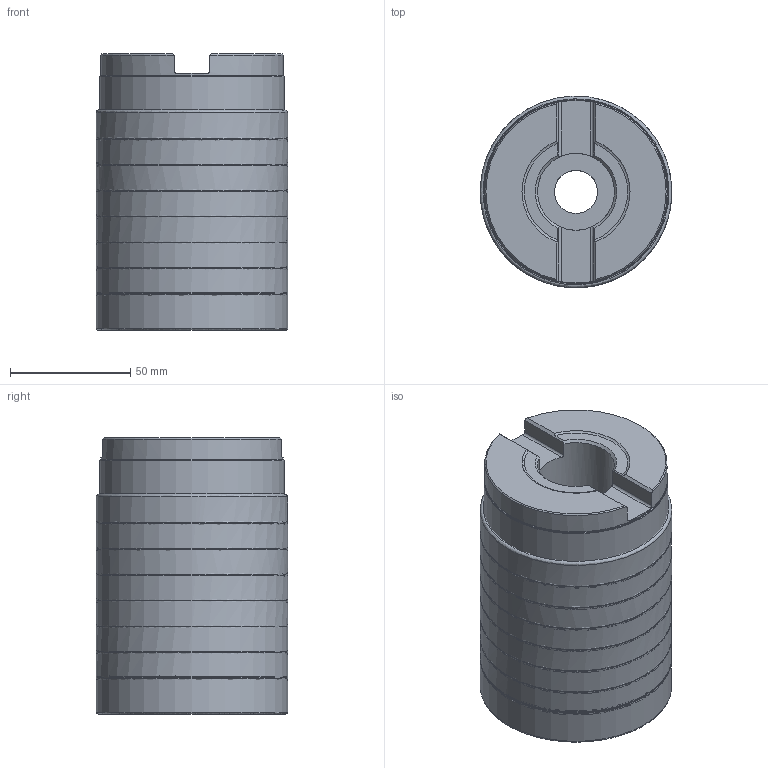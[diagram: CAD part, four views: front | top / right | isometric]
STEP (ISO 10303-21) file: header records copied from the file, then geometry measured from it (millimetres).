
FILE_DESCRIPTION(/* description */ (''),/* implementation_level */ '2;1');
FILE_NAME(/* name */ 'R220.82-0080-090-SNXO16.5SA_Basic.stp',/* time_stamp */ '2024-02-08T11:41:02+05:00',/* author */ (''),/* organization */ (''),/* preprocessor_version */ 'ST-DEVELOPER v16.7',/* originating_system */ 'SIEMENS PLM Software NX 12.0',/* authorisation */ '');
FILE_SCHEMA (('AUTOMOTIVE_DESIGN { 1 0 10303 214 3 1 1 1 }'));
Length unit declared in the file: millimetre
Products named in the file (5): CUT2; CUT1; NOCUT; ASSEMBLY_CONSTRUCTION; R220.82-0080-090-SNXO16.5SA_Basic
Assembly tree (10 placements, depth 2):
  R220.82-0080-090-SNXO16.5SA_Basic
    ASSEMBLY_CONSTRUCTION
    NOCUT
    CUT1
    CUT2  x7
Bounding box: 79.75 x 79.75 x 115 mm (x, y, z)
Surface area: 132601.6 mm2
Topology: 9 solids, 9 shells, 149 faces, 395 edges, 312 vertices
Faces by surface type: revolution 90, plane 20, cylinder 16, cone 13, torus 10
Full cylindrical faces by diameter (mm): 18 x3, 23 x1, 24.986 x1, 25.006 x1, 26 x1, 32 x1, 54.25 x1, 76 x1, 76.7 x2
Entity records: 4912 total; most frequent: CARTESIAN_POINT 1225, DIRECTION 752, ORIENTED_EDGE 392, AXIS2_PLACEMENT_3D 317, EDGE_LOOP 274, FACE_BOUND 250, EDGE_CURVE 196, CIRCLE 196
